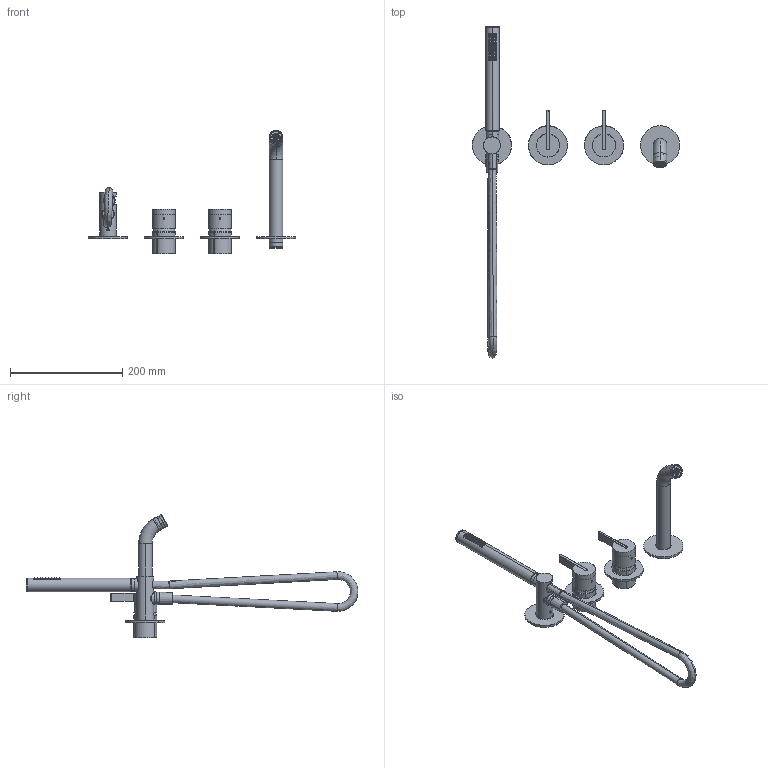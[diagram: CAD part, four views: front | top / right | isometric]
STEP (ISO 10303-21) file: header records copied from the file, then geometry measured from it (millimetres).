
FILE_DESCRIPTION (( 'STEP AP214' ), '1' );
FILE_NAME ('Z35.0027.STEP', '2023-01-10T08:30:54', ( '' ), ( '' ), 'SwSTEP 2.0', 'SolidWorks 2022', '' );
FILE_SCHEMA (( 'AUTOMOTIVE_DESIGN' ));
Length unit declared in the file: millimetre
Products named in the file (12): Z35.0027; 0046.000.09; CHUVEIRO MAO; 0044.000.25; 0288.001.00; 0039.007.00; AEREADOR_M21.5x1; 0001-ESPELHO_Ø70_CORPO_CARTUCHO_Ø35_000000000000; FLEXIVEL_TOMADA_ÁGUA_CILINDRICA_LATERAL_PARA_MON_AO_CHAO; 0046.000.03; Z35.S_CORTE; 0001-ESPELHO_Ø70_BICA_Ø24MM_000000000000
Assembly tree (14 placements, depth 2):
  Z35.0027
    0039.007.00  x2
    0044.000.25
    0046.000.03
    0046.000.09
    AEREADOR_M21.5x1
    FLEXIVEL_TOMADA_ÁGUA_CILINDRICA_LATERAL_PARA_MON_AO_CHAO
    CHUVEIRO MAO
    Z35.S_CORTE  x2
    0001-ESPELHO_Ø70_BICA_Ø24MM_000000000000
    0288.001.00
    0001-ESPELHO_Ø70_CORPO_CARTUCHO_Ø35_000000000000  x2
Bounding box: 369.97 x 592.25 x 219.89 mm (x, y, z)
Volume: 385825.7 mm3; surface area: 189682.2 mm2
Topology: 16 solids, 24 shells, 1369 faces, 3295 edges, 2119 vertices
Faces by surface type: plane 441, cylinder 422, bspline 266, cone 154, torus 78, sphere 8
Entity records: 69863 total; most frequent: CARTESIAN_POINT 36561, ORIENTED_EDGE 5940, DIRECTION 4790, EDGE_CURVE 2970, VERTEX_POINT 1929, AXIS2_PLACEMENT_3D 1819, EDGE_LOOP 1415, ADVANCED_FACE 1236
